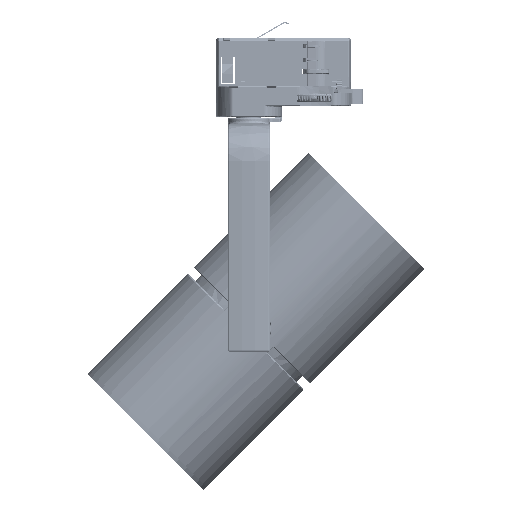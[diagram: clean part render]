
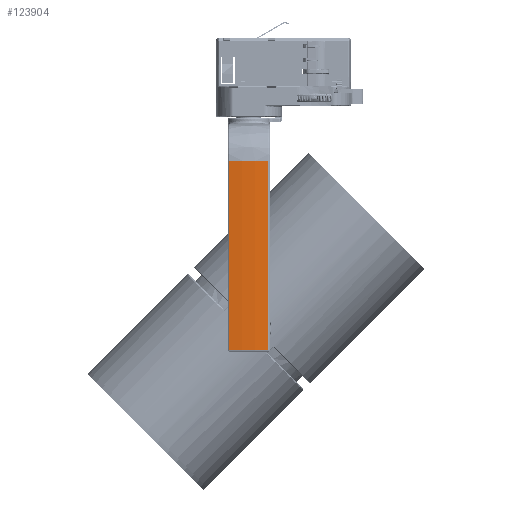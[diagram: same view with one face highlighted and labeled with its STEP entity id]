
A CAD part, left-side view. The second image highlights one B-rep face of the part: STEP entity #123904.
In plain terms, the highlighted cylindrical face has radius 85 mm (diameter 170 mm), a partial arc.
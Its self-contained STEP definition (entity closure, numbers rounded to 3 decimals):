
#12321=LINE('',#254844,#21685);
#12326=LINE('',#254966,#21690);
#21685=VECTOR('',#162355,10.);
#21690=VECTOR('',#162378,10.);
#25134=CYLINDRICAL_SURFACE('',#133995,85.);
#31566=FACE_OUTER_BOUND('',#38376,.T.);
#38376=EDGE_LOOP('',(#106185,#106186,#106187,#106188));
#42987=CIRCLE('',#133994,85.);
#42988=CIRCLE('',#133996,85.);
#56096=VERTEX_POINT('',#254688);
#56103=VERTEX_POINT('',#254720);
#56107=VERTEX_POINT('',#254837);
#56111=VERTEX_POINT('',#254962);
#72977=EDGE_CURVE('',#56107,#56096,#12321,.T.);
#72987=EDGE_CURVE('',#56103,#56111,#12326,.T.);
#73001=EDGE_CURVE('',#56107,#56111,#42987,.T.);
#73002=EDGE_CURVE('',#56096,#56103,#42988,.T.);
#106185=ORIENTED_EDGE('',*,*,#72977,.F.);
#106186=ORIENTED_EDGE('',*,*,#73001,.T.);
#106187=ORIENTED_EDGE('',*,*,#72987,.F.);
#106188=ORIENTED_EDGE('',*,*,#73002,.F.);
#123904=ADVANCED_FACE('',(#31566),#25134,.T.);
#133994=AXIS2_PLACEMENT_3D('',#255069,#162411,#162412);
#133995=AXIS2_PLACEMENT_3D('',#255070,#162413,#162414);
#133996=AXIS2_PLACEMENT_3D('',#255071,#162415,#162416);
#162355=DIRECTION('',(0.,0.,-1.));
#162378=DIRECTION('',(0.,0.,1.));
#162411=DIRECTION('center_axis',(0.,0.,
-1.));
#162412=DIRECTION('ref_axis',(-0.992,-0.129,0.));
#162413=DIRECTION('center_axis',(0.,0.,
-1.));
#162414=DIRECTION('ref_axis',(-0.992,-0.129,0.));
#162415=DIRECTION('center_axis',(0.,0.,
-1.));
#162416=DIRECTION('ref_axis',(-1.,0.,0.));
#254688=CARTESIAN_POINT('',(-62.733,12.159,-140.421));
#254720=CARTESIAN_POINT('',(-62.733,32.397,-140.421));
#254837=CARTESIAN_POINT('',(-62.733,12.159,-42.221));
#254844=CARTESIAN_POINT('',(-62.733,12.159,-141.221));
#254962=CARTESIAN_POINT('',(-62.733,32.397,-42.221));
#254966=CARTESIAN_POINT('',(-62.733,32.397,-141.221));
#255069=CARTESIAN_POINT('Origin',(21.663,22.278,-42.221));
#255070=CARTESIAN_POINT('Origin',(21.663,22.278,-141.221));
#255071=CARTESIAN_POINT('Origin',(21.663,22.278,-140.421));
